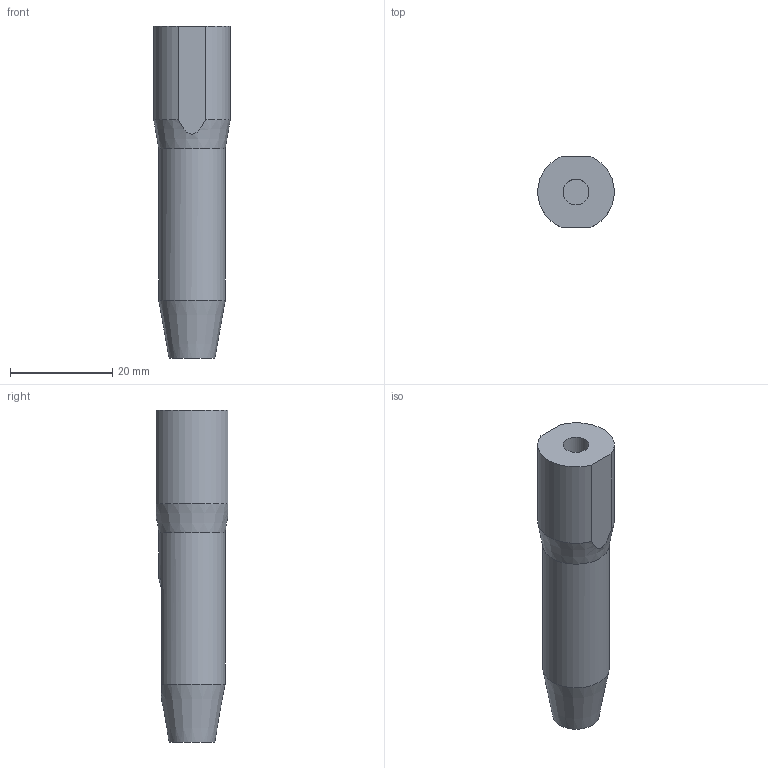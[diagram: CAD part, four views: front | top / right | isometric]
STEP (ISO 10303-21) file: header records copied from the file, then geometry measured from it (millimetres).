
FILE_DESCRIPTION(/* description */ (''),/* implementation_level */ '2;1');
FILE_NAME(/* name */ 'twistMotorToDopShaft_v7.step',/* time_stamp */ '2025-07-02T19:24:34-07:00',/* author */ (''),/* organization */ (''),/* preprocessor_version */ 'ST-DEVELOPER v20.1',/* originating_system */ 'Autodesk Translation Framework v14.10.0.0',/* authorisation */ '');
FILE_SCHEMA (('AUTOMOTIVE_DESIGN { 1 0 10303 214 3 1 1 }'));
Length unit declared in the file: millimetre
Products named in the file (1): 2025-06-25-00-13-57-980
Bounding box: 15 x 14 x 65 mm (x, y, z)
Volume: 7640.8 mm3; surface area: 3925.6 mm2
Topology: 1 solids, 1 shells, 24 faces, 59 edges, 39 vertices
Faces by surface type: cylinder 9, cone 7, plane 7, bspline 1
Full cylindrical faces by diameter (mm): 3.332 x4, 5.05 x1, 6.02 x1, 13 x1
Entity records: 1128 total; most frequent: CARTESIAN_POINT 505, DIRECTION 120, ORIENTED_EDGE 118, EDGE_CURVE 59, AXIS2_PLACEMENT_3D 49, VERTEX_POINT 39, EDGE_LOOP 34, CIRCLE 25
